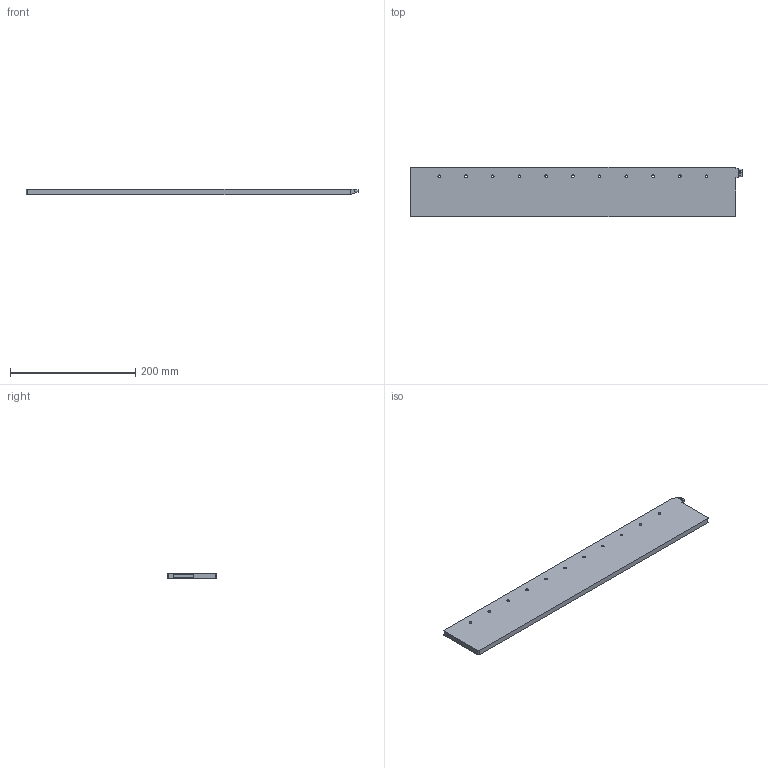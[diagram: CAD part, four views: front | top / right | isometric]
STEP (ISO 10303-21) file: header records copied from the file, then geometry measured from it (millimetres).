
FILE_DESCRIPTION((''),'2;1');
FILE_NAME('1266480-07','2019-02-08T10:04:43',('ch52332'),(''),'CREO PARAMETRIC BY PTC INC, 2017380','CREO PARAMETRIC BY PTC INC, 2017380','');
FILE_SCHEMA(('AUTOMOTIVE_DESIGN { 1 0 10303 214 1 1 1 1 }'));
Length unit declared in the file: millimetre
Products named in the file (1): 1266480-07
Bounding box: 530.1 x 79.8 x 8.4 mm (x, y, z)
Volume: 347824.6 mm3; surface area: 94359.4 mm2
Topology: 1 solids, 1 shells, 61 faces, 162 edges, 108 vertices
Faces by surface type: cylinder 42, plane 19
Entity records: 2340 total; most frequent: DIRECTION 368, CARTESIAN_POINT 333, ORIENTED_EDGE 324, EDGE_CURVE 162, AXIS2_PLACEMENT_3D 145, VERTEX_POINT 108, EDGE_LOOP 88, CIRCLE 84
